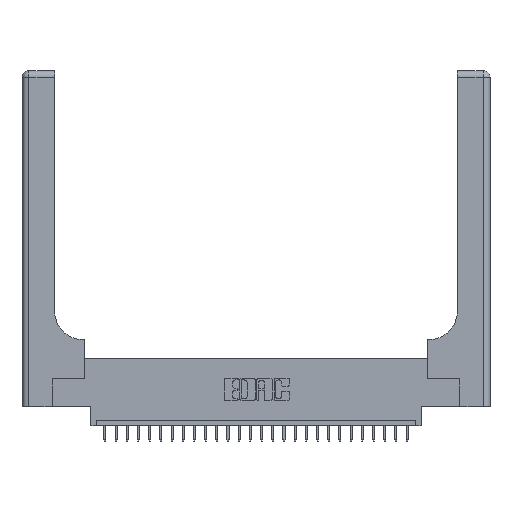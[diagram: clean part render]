
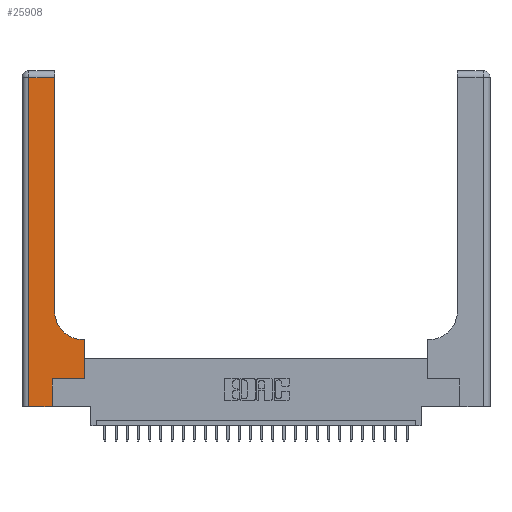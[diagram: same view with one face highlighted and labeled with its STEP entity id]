
A CAD part, top view. The second image highlights one B-rep face of the part: STEP entity #25908.
In plain terms, the highlighted planar face has unit normal (0, 0, 1).
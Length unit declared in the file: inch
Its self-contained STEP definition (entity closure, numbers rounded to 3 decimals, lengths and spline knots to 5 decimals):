
#486 = DIRECTION ( 'NONE',  ( 0., -1., 0. ) ) ;
#1393 = DIRECTION ( 'NONE',  ( 0., 1., 0. ) ) ;
#1402 = VERTEX_POINT ( 'NONE', #4193 ) ;
#1552 = DIRECTION ( 'NONE',  ( -1., 0., 0. ) ) ;
#1694 = FACE_OUTER_BOUND ( 'NONE', #22022, .T. ) ;
#2028 = DIRECTION ( 'NONE',  ( -1., 0., 0. ) ) ;
#2053 = DIRECTION ( 'NONE',  ( 0., 1., 0. ) ) ;
#2746 = LINE ( 'NONE', #18231, #21302 ) ;
#2943 = CARTESIAN_POINT ( 'NONE',  ( 0.2915, 0.6, 0.37 ) ) ;
#3585 = CARTESIAN_POINT ( 'NONE',  ( 0.5585, 0.25, 0.37 ) ) ;
#3598 = EDGE_CURVE ( 'NONE', #8657, #1402, #13708, .T. ) ;
#3667 = EDGE_CURVE ( 'NONE', #18804, #13223, #21499, .T. ) ;
#4193 = CARTESIAN_POINT ( 'NONE',  ( 0.5415, 0.6, 0.37 ) ) ;
#4203 = LINE ( 'NONE', #15534, #4326 ) ;
#4326 = VECTOR ( 'NONE', #2053, 39.37008 ) ;
#4545 = DIRECTION ( 'NONE',  ( 1., 0., 0. ) ) ;
#4570 = ORIENTED_EDGE ( 'NONE', *, *, #3598, .T. ) ;
#5202 = VERTEX_POINT ( 'NONE', #6415 ) ;
#5981 = CARTESIAN_POINT ( 'NONE',  ( 0.2915, 3., 0.37 ) ) ;
#6036 = CARTESIAN_POINT ( 'NONE',  ( 0., 2.94, 0.37 ) ) ;
#6385 = CARTESIAN_POINT ( 'NONE',  ( 0., 0., 0.37 ) ) ;
#6415 = CARTESIAN_POINT ( 'NONE',  ( 0.06, 2.94, 0.37 ) ) ;
#7942 = VECTOR ( 'NONE', #2028, 39.37008 ) ;
#8657 = VERTEX_POINT ( 'NONE', #13122 ) ;
#8794 = VECTOR ( 'NONE', #27922, 39.37008 ) ;
#8906 = CARTESIAN_POINT ( 'NONE',  ( 0.5585, 0.25, 0.37 ) ) ;
#9121 = VECTOR ( 'NONE', #486, 39.37008 ) ;
#9242 = VECTOR ( 'NONE', #18289, 39.37008 ) ;
#10438 = CARTESIAN_POINT ( 'NONE',  ( 0., 3., 0.37 ) ) ;
#10542 = EDGE_CURVE ( 'NONE', #21446, #5202, #12923, .T. ) ;
#11256 = AXIS2_PLACEMENT_3D ( 'NONE', #10438, #21238, #1552 ) ;
#11538 = LINE ( 'NONE', #13848, #9121 ) ;
#11638 = EDGE_CURVE ( 'NONE', #13223, #21591, #4203, .T. ) ;
#11686 = EDGE_CURVE ( 'NONE', #21591, #13647, #2746, .T. ) ;
#12923 = LINE ( 'NONE', #6036, #7942 ) ;
#13122 = CARTESIAN_POINT ( 'NONE',  ( 0.5585, 0.6, 0.37 ) ) ;
#13223 = VERTEX_POINT ( 'NONE', #14796 ) ;
#13647 = VERTEX_POINT ( 'NONE', #3585 ) ;
#13651 = DIRECTION ( 'NONE',  ( 1., 0., 0. ) ) ;
#13708 = LINE ( 'NONE', #2943, #9242 ) ;
#13726 = ORIENTED_EDGE ( 'NONE', *, *, #19159, .T. ) ;
#13848 = CARTESIAN_POINT ( 'NONE',  ( 0.06, 3., 0.37 ) ) ;
#14055 = VECTOR ( 'NONE', #1393, 39.37008 ) ;
#14497 = CARTESIAN_POINT ( 'NONE',  ( 0.06, 0., 0.37 ) ) ;
#14796 = CARTESIAN_POINT ( 'NONE',  ( 0.269, 0., 0.37 ) ) ;
#15017 = VECTOR ( 'NONE', #26407, 39.37008 ) ;
#15534 = CARTESIAN_POINT ( 'NONE',  ( 0.269, 0., 0.37 ) ) ;
#16448 = EDGE_CURVE ( 'NONE', #18227, #21446, #21089, .T. ) ;
#16957 = ORIENTED_EDGE ( 'NONE', *, *, #11638, .T. ) ;
#17195 = ORIENTED_EDGE ( 'NONE', *, *, #16448, .T. ) ;
#17249 = ORIENTED_EDGE ( 'NONE', *, *, #11686, .T. ) ;
#17434 = EDGE_CURVE ( 'NONE', #13647, #8657, #21997, .T. ) ;
#17589 = CARTESIAN_POINT ( 'NONE',  ( 0.5415, 0.85, 0.37 ) ) ;
#18227 = VERTEX_POINT ( 'NONE', #24590 ) ;
#18231 = CARTESIAN_POINT ( 'NONE',  ( 0.269, 0.25, 0.37 ) ) ;
#18289 = DIRECTION ( 'NONE',  ( -1., 0., 0. ) ) ;
#18804 = VERTEX_POINT ( 'NONE', #14497 ) ;
#19159 = EDGE_CURVE ( 'NONE', #5202, #18804, #11538, .T. ) ;
#20811 = CARTESIAN_POINT ( 'NONE',  ( 0.2915, 2.94, 0.37 ) ) ;
#21089 = LINE ( 'NONE', #5981, #14055 ) ;
#21238 = DIRECTION ( 'NONE',  ( 0., 0., -1. ) ) ;
#21302 = VECTOR ( 'NONE', #13651, 39.37008 ) ;
#21446 = VERTEX_POINT ( 'NONE', #20811 ) ;
#21499 = LINE ( 'NONE', #6385, #8794 ) ;
#21591 = VERTEX_POINT ( 'NONE', #23530 ) ;
#21997 = LINE ( 'NONE', #8906, #15017 ) ;
#22022 = EDGE_LOOP ( 'NONE', ( #17195, #26816, #13726, #26531, #16957, #17249, #26434, #4570, #27262 ) ) ;
#23530 = CARTESIAN_POINT ( 'NONE',  ( 0.269, 0.25, 0.37 ) ) ;
#24111 = CIRCLE ( 'NONE', #26375, 0.25 ) ;
#24590 = CARTESIAN_POINT ( 'NONE',  ( 0.2915, 0.85, 0.37 ) ) ;
#25908 = ADVANCED_FACE ( 'NONE', ( #1694 ), #27807, .F. ) ;
#25984 = EDGE_CURVE ( 'NONE', #1402, #18227, #24111, .T. ) ;
#26346 = DIRECTION ( 'NONE',  ( 0., 0., -1. ) ) ;
#26375 = AXIS2_PLACEMENT_3D ( 'NONE', #17589, #26346, #4545 ) ;
#26407 = DIRECTION ( 'NONE',  ( 0., 1., 0. ) ) ;
#26434 = ORIENTED_EDGE ( 'NONE', *, *, #17434, .T. ) ;
#26531 = ORIENTED_EDGE ( 'NONE', *, *, #3667, .T. ) ;
#26816 = ORIENTED_EDGE ( 'NONE', *, *, #10542, .T. ) ;
#27262 = ORIENTED_EDGE ( 'NONE', *, *, #25984, .T. ) ;
#27807 = PLANE ( 'NONE',  #11256 ) ;
#27922 = DIRECTION ( 'NONE',  ( 1., 0., 0. ) ) ;
